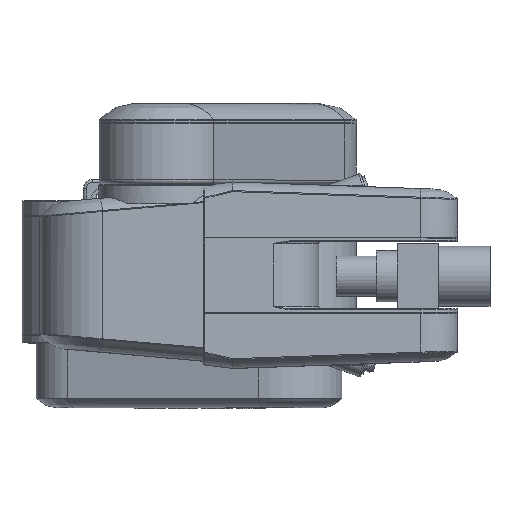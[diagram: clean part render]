
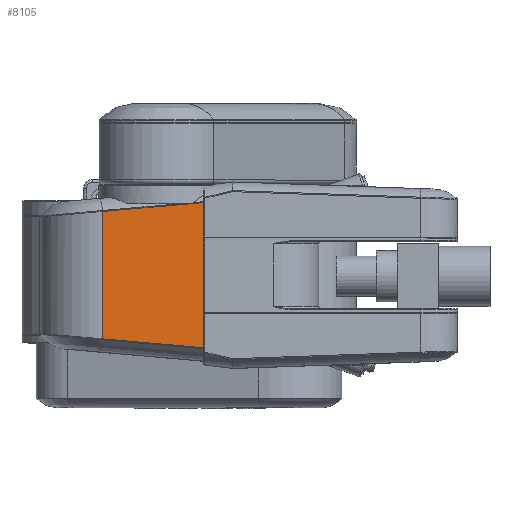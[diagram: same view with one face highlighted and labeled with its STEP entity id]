
A CAD part, top view. The second image highlights one B-rep face of the part: STEP entity #8105.
In plain terms, the highlighted planar face has unit normal (0.063, 0, 0.998).
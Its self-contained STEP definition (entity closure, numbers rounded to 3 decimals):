
#571=PLANE('',#9092);
#924=FACE_OUTER_BOUND('',#1445,.T.);
#1445=EDGE_LOOP('',(#6617,#6618,#6619,#6620,#6621,#6622,#6623,#6624,#6625));
#2152=LINE('',#14252,#2795);
#2155=LINE('',#14466,#2798);
#2166=LINE('',#15024,#2809);
#2167=LINE('',#15025,#2810);
#2168=LINE('',#15027,#2811);
#2169=LINE('',#15029,#2812);
#2170=LINE('',#15030,#2813);
#2171=LINE('',#15032,#2814);
#2172=LINE('',#15033,#2815);
#2795=VECTOR('',#10916,1000.);
#2798=VECTOR('',#10933,1000.);
#2809=VECTOR('',#10960,1000.);
#2810=VECTOR('',#10961,1000.);
#2811=VECTOR('',#10962,1000.);
#2812=VECTOR('',#10963,1000.);
#2813=VECTOR('',#10964,1000.);
#2814=VECTOR('',#10965,1000.);
#2815=VECTOR('',#10966,1000.);
#3729=VERTEX_POINT('',#14249);
#3730=VERTEX_POINT('',#14251);
#3742=VERTEX_POINT('',#14463);
#3743=VERTEX_POINT('',#14465);
#3761=VERTEX_POINT('',#15022);
#3762=VERTEX_POINT('',#15023);
#3763=VERTEX_POINT('',#15026);
#3764=VERTEX_POINT('',#15028);
#3765=VERTEX_POINT('',#15031);
#4710=EDGE_CURVE('',#3729,#3730,#2152,.T.);
#4724=EDGE_CURVE('',#3742,#3743,#2155,.T.);
#4747=EDGE_CURVE('',#3761,#3762,#2166,.T.);
#4748=EDGE_CURVE('',#3762,#3743,#2167,.T.);
#4749=EDGE_CURVE('',#3742,#3763,#2168,.T.);
#4750=EDGE_CURVE('',#3763,#3764,#2169,.T.);
#4751=EDGE_CURVE('',#3764,#3730,#2170,.T.);
#4752=EDGE_CURVE('',#3729,#3765,#2171,.T.);
#4753=EDGE_CURVE('',#3765,#3761,#2172,.T.);
#6617=ORIENTED_EDGE('',*,*,#4747,.T.);
#6618=ORIENTED_EDGE('',*,*,#4748,.T.);
#6619=ORIENTED_EDGE('',*,*,#4724,.F.);
#6620=ORIENTED_EDGE('',*,*,#4749,.T.);
#6621=ORIENTED_EDGE('',*,*,#4750,.T.);
#6622=ORIENTED_EDGE('',*,*,#4751,.T.);
#6623=ORIENTED_EDGE('',*,*,#4710,.F.);
#6624=ORIENTED_EDGE('',*,*,#4752,.T.);
#6625=ORIENTED_EDGE('',*,*,#4753,.T.);
#8105=ADVANCED_FACE('',(#924),#571,.T.);
#9092=AXIS2_PLACEMENT_3D('',#15021,#10958,#10959);
#10916=DIRECTION('',(0.,1.,0.));
#10933=DIRECTION('',(0.,1.,0.));
#10958=DIRECTION('center_axis',(0.063,0.,0.998));
#10959=DIRECTION('ref_axis',(0.998,0.,-0.063));
#10960=DIRECTION('',(0.,1.,0.));
#10961=DIRECTION('',(-0.994,-0.087,0.062));
#10962=DIRECTION('',(-0.998,0.,0.063));
#10963=DIRECTION('',(-0.994,-0.087,0.062));
#10964=DIRECTION('',(-0.994,-0.087,0.062));
#10965=DIRECTION('',(0.994,-0.087,-0.062));
#10966=DIRECTION('',(0.994,-0.087,-0.062));
#14249=CARTESIAN_POINT('',(38.887,-66.772,676.878));
#14251=CARTESIAN_POINT('',(38.887,66.772,676.878));
#14252=CARTESIAN_POINT('',(38.887,-67.,676.878));
#14463=CARTESIAN_POINT('',(133.063,75.,670.963));
#14465=CARTESIAN_POINT('',(133.063,75.011,670.963));
#14466=CARTESIAN_POINT('',(133.063,75.,670.963));
#15021=CARTESIAN_POINT('Origin',(38.887,-67.,676.878));
#15022=CARTESIAN_POINT('',(145.,-76.055,670.213));
#15023=CARTESIAN_POINT('',(145.,76.055,670.213));
#15024=CARTESIAN_POINT('',(145.,-67.,670.213));
#15025=CARTESIAN_POINT('',(145.,76.055,670.213));
#15026=CARTESIAN_POINT('',(132.938,75.,670.971));
#15027=CARTESIAN_POINT('',(133.063,75.,670.963));
#15028=CARTESIAN_POINT('',(38.936,66.776,676.875));
#15029=CARTESIAN_POINT('',(132.938,75.,670.971));
#15030=CARTESIAN_POINT('',(38.936,66.776,676.875));
#15031=CARTESIAN_POINT('',(38.936,-66.776,676.875));
#15032=CARTESIAN_POINT('',(38.887,-66.772,676.878));
#15033=CARTESIAN_POINT('',(38.936,-66.776,676.875));
